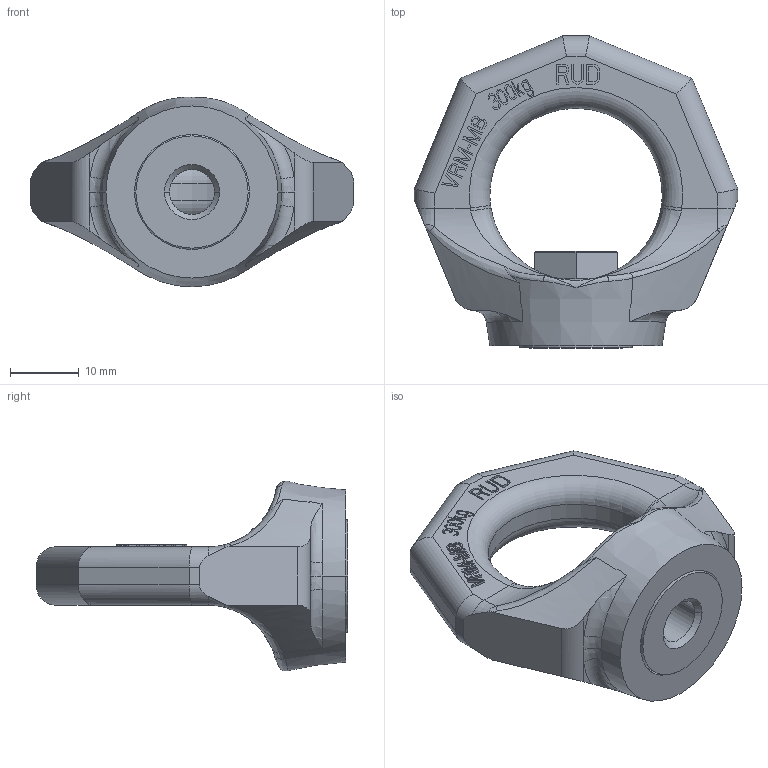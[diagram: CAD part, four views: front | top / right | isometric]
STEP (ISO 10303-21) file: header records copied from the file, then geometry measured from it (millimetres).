
FILE_DESCRIPTION((''),'2;1');
FILE_NAME('VRM-M08_ASM','2014-03-14T',('Andreas.Wendler'),(''),'PRO/ENGINEER BY PARAMETRIC TECHNOLOGY CORPORATION, 2010140','PRO/ENGINEER BY PARAMETRIC TECHNOLOGY CORPORATION, 2010140','');
FILE_SCHEMA(('CONFIG_CONTROL_DESIGN'));
Length unit declared in the file: millimetre
Products named in the file (3): 001-M09503-P-1_1_1; MUTTER-M8; VRM-M08_ASM
Assembly tree (2 placements, depth 2):
  VRM-M08_ASM
    001-M09503-P-1_1_1
    MUTTER-M8
Bounding box: 47 x 45.3 x 27.57 mm (x, y, z)
Volume: 12922.4 mm3; surface area: 6505.3 mm2
Topology: 2 solids, 2 shells, 566 faces, 1578 edges, 1036 vertices
Faces by surface type: plane 479, cylinder 35, bspline 32, torus 10, cone 8, sphere 2
Entity records: 20112 total; most frequent: CARTESIAN_POINT 5875, ORIENTED_EDGE 3152, DIRECTION 2565, EDGE_CURVE 1576, VECTOR 1355, LINE 1355, VERTEX_POINT 1036, AXIS2_PLACEMENT_3D 605
